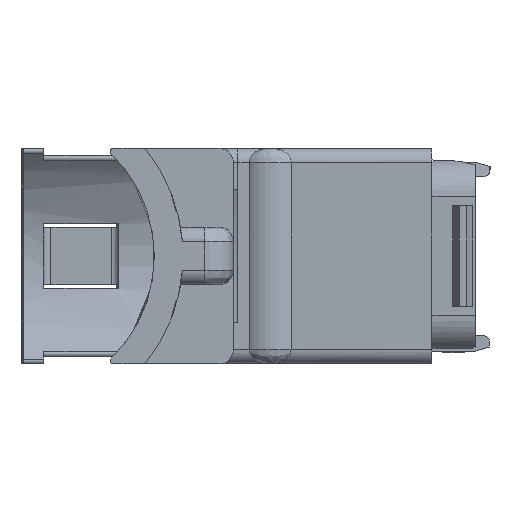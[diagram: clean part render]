
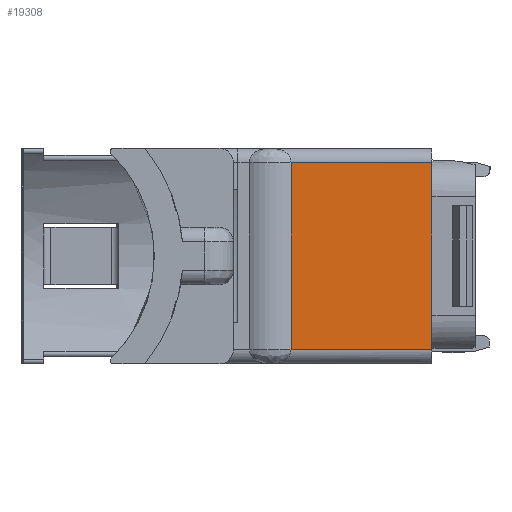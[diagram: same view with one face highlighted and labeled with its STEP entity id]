
A CAD part, left-side view. The second image highlights one B-rep face of the part: STEP entity #19308.
In plain terms, the highlighted planar face has unit normal (-1, 0, 0).
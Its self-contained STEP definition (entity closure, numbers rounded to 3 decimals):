
#5115=DIRECTION('',(0.,0.,-1.));
#5116=VECTOR('',#5115,13.);
#5117=CARTESIAN_POINT('',(-37.475,9.805,14.));
#5118=LINE('',#5117,#5116);
#5140=DIRECTION('',(0.,-1.,0.));
#5141=VECTOR('',#5140,9.805);
#5142=CARTESIAN_POINT('',(-37.475,9.805,14.));
#5143=LINE('',#5142,#5141);
#5386=DIRECTION('',(0.,0.,1.));
#5387=VECTOR('',#5386,13.);
#5388=CARTESIAN_POINT('',(-37.475,0.,1.));
#5389=LINE('',#5388,#5387);
#5422=DIRECTION('',(0.,-1.,0.));
#5423=VECTOR('',#5422,9.805);
#5424=CARTESIAN_POINT('',(-37.475,9.805,1.));
#5425=LINE('',#5424,#5423);
#10871=CARTESIAN_POINT('',(-37.475,0.,14.));
#10873=VERTEX_POINT('',#10871);
#10875=CARTESIAN_POINT('',(-37.475,0.,1.));
#10877=VERTEX_POINT('',#10875);
#11038=CARTESIAN_POINT('',(-37.475,9.805,14.));
#11039=CARTESIAN_POINT('',(-37.475,9.805,1.));
#11040=VERTEX_POINT('',#11038);
#11041=VERTEX_POINT('',#11039);
#19294=CARTESIAN_POINT('',(-37.475,20.5,0.));
#19295=DIRECTION('',(-1.,0.,0.));
#19296=DIRECTION('',(0.,-1.,0.));
#19297=AXIS2_PLACEMENT_3D('',#19294,#19295,#19296);
#19298=PLANE('',#19297);
#19299=ORIENTED_EDGE('',*,*,#19284,.F.);
#19301=ORIENTED_EDGE('',*,*,#19300,.T.);
#19303=ORIENTED_EDGE('',*,*,#19302,.F.);
#19305=ORIENTED_EDGE('',*,*,#19304,.F.);
#19306=EDGE_LOOP('',(#19299,#19301,#19303,#19305));
#19307=FACE_OUTER_BOUND('',#19306,.F.);
#19308=ADVANCED_FACE('',(#19307),#19298,.T.);
#19284=EDGE_CURVE('',#11040,#11041,#5118,.T.);
#19300=EDGE_CURVE('',#11040,#10873,#5143,.T.);
#19302=EDGE_CURVE('',#10877,#10873,#5389,.T.);
#19304=EDGE_CURVE('',#11041,#10877,#5425,.T.);
